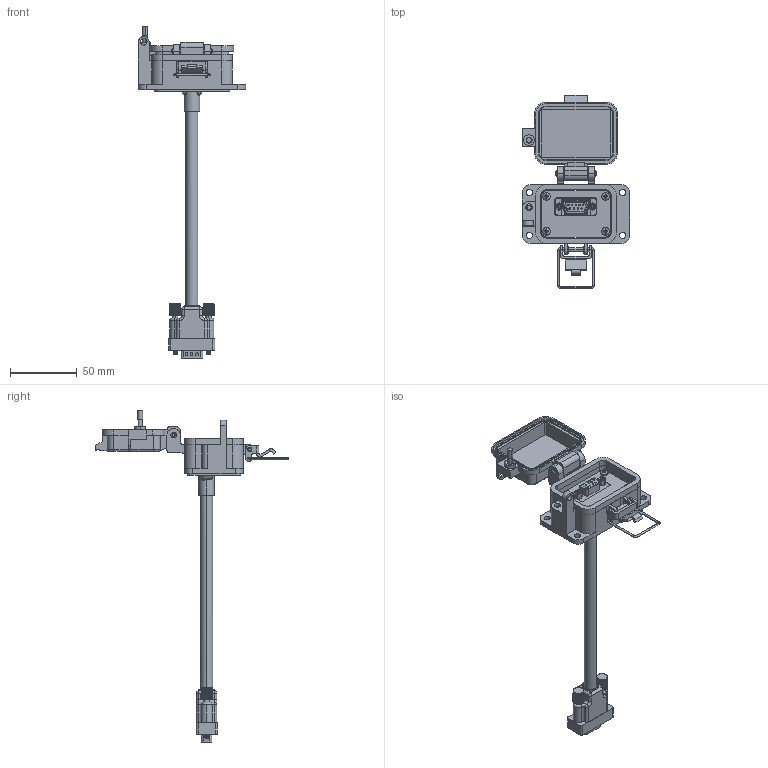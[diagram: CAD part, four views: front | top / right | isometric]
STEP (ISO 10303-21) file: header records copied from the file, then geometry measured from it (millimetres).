
FILE_DESCRIPTION (( 'STEP AP203' ), '1' );
FILE_NAME ('P-R3-B3RX-CXXX_3D.STEP', '2021-11-09T20:28:05', ( '' ), ( '' ), 'SwSTEP 2.0', 'SolidWorks 2019', '' );
FILE_SCHEMA (( 'CONFIG_CONTROL_DESIGN' ));
Length unit declared in the file: millimetre
Products named in the file (10): P-R3-B3RX-CXXX_FP060_1; R3; Z-000-440316 JACK SCREW_92710A212; P-R3-B3RX-CXXX_BP180_1; Z-000-440316 NUT_95130A110; Z-020-2024; 92005A124_METRIC PAN HEAD PHILLIPS MACHINE SCREW_92005A124; Z-H-B3_B; -B3; P-R3-B3RX-CXXX_3D
Assembly tree (14 placements, depth 3):
  P-R3-B3RX-CXXX_3D
    P-R3-B3RX-CXXX_BP180_1
    P-R3-B3RX-CXXX_FP060_1
    R3
      Z-020-2024
    Z-000-440316 JACK SCREW_92710A212  x2
    Z-000-440316 NUT_95130A110  x2
    -B3
      Z-H-B3_B
    92005A124_METRIC PAN HEAD PHILLIPS MACHINE SCREW_92005A124  x4
Bounding box: 80.57 x 144.93 x 249.16 mm (x, y, z)
Volume: 82462.6 mm3; surface area: 62402.7 mm2
Topology: 23 solids, 40 shells, 2621 faces, 7142 edges, 4647 vertices
Faces by surface type: cylinder 1340, plane 791, bspline 303, cone 144, torus 27, sphere 16
Entity records: 86932 total; most frequent: CARTESIAN_POINT 40735, ORIENTED_EDGE 10206, DIRECTION 8427, EDGE_CURVE 5103, VERTEX_POINT 3329, AXIS2_PLACEMENT_3D 2933, VECTOR 2561, LINE 2561
